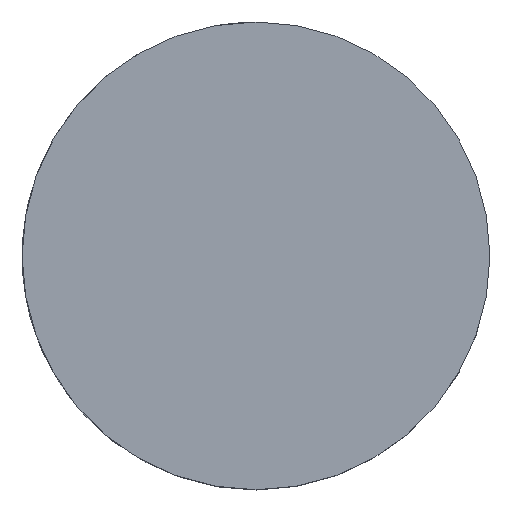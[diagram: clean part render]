
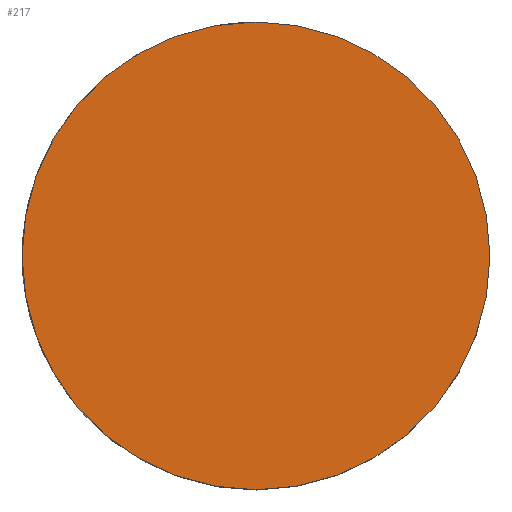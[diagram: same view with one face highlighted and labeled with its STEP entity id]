
A CAD part, top view. The second image highlights one B-rep face of the part: STEP entity #217.
In plain terms, the highlighted planar face has unit normal (0, 0, 1).
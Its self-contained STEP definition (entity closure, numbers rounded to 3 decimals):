
#197=AXIS2_PLACEMENT_3D('Plane Axis2P3D',#194,#195,#196) ;
#201=AXIS2_PLACEMENT_3D('Circle Axis2P3D',#199,#200,$) ;
#210=AXIS2_PLACEMENT_3D('Circle Axis2P3D',#208,#209,$) ;
#194=CARTESIAN_POINT('Axis2P3D Location',(1.5,1.5,23.198)) ;
#199=CARTESIAN_POINT('Axis2P3D Location',(1.5,1.5,23.198)) ;
#203=CARTESIAN_POINT('Vertex',(1.5,0.,23.198)) ;
#205=CARTESIAN_POINT('Vertex',(1.5,3.,23.198)) ;
#208=CARTESIAN_POINT('Axis2P3D Location',(1.5,1.5,23.198)) ;
#195=DIRECTION('Axis2P3D Direction',(0.,0.,-1.)) ;
#196=DIRECTION('Axis2P3D XDirection',(0.,1.,0.)) ;
#200=DIRECTION('Axis2P3D Direction',(0.,0.,-1.)) ;
#209=DIRECTION('Axis2P3D Direction',(0.,0.,-1.)) ;
#214=ORIENTED_EDGE('',*,*,#207,.F.) ;
#215=ORIENTED_EDGE('',*,*,#212,.F.) ;
#217=ADVANCED_FACE('Hauptkoerper',(#216),#198,.F.) ;
#202=CIRCLE('generated circle',#201,1.5) ;
#211=CIRCLE('generated circle',#210,1.5) ;
#207=EDGE_CURVE('',#204,#206,#202,.T.) ;
#212=EDGE_CURVE('',#206,#204,#211,.T.) ;
#213=EDGE_LOOP('',(#214,#215)) ;
#216=FACE_OUTER_BOUND('',#213,.T.) ;
#198=PLANE('',#197) ;
#204=VERTEX_POINT('',#203) ;
#206=VERTEX_POINT('',#205) ;
